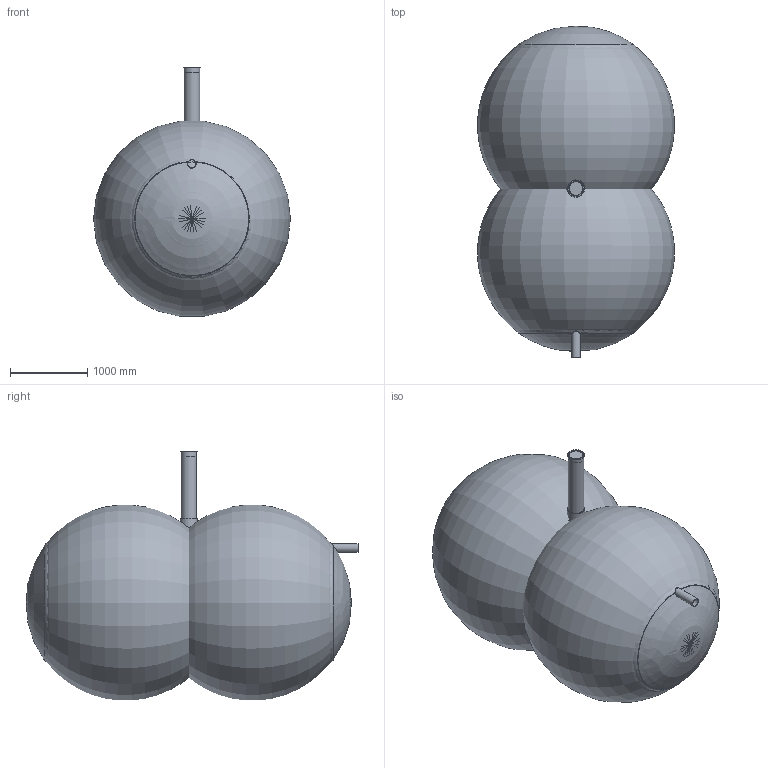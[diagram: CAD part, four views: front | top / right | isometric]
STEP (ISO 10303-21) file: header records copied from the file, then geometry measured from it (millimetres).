
FILE_DESCRIPTION(/* description */ ('Unknown'),/* implementation_level */ '2;1');
FILE_NAME(/* name */ 'Mahuti 8m3 D1600 22.03.23',/* time_stamp */ '2023-04-13T14:17:03+03:00',/* author */ ('Unknown'),/* organization */ ('Unknown'),/* preprocessor_version */ 'ST-DEVELOPER v18.1',/* originating_system */ 'Solid Edge',/* authorisation */ 'Unknown');
FILE_SCHEMA (('AUTOMOTIVE_DESIGN {1 0 10303 214 3 1 1}'));
Length unit declared in the file: millimetre
Products named in the file (11): Mahuti 8m3 D1600 22.03.23; 2377.002 silinder 13.09.18; 2373.001; 1600 Ribi; 2373.003; kaas200; muhvtoru_110; 1600 8m3 maht; d200muhvtoru1; Eccua logo; RoundTubing 200x7.7_oa_0
Assembly tree (14 placements, depth 2):
  Mahuti 8m3 D1600 22.03.23
    2377.002 silinder 13.09.18
    2373.001
    1600 Ribi  x5
    2373.003
    kaas200
    muhvtoru_110
    1600 8m3 maht
    d200muhvtoru1
    Eccua logo
    RoundTubing 200x7.7_oa_0
Bounding box: 2549.27 x 4301.62 x 3224.84 mm (x, y, z)
Volume: 25582435652.6 mm3; surface area: 120570280 mm2
Topology: 18 solids, 18 shells, 175 faces, 390 edges, 255 vertices
Faces by surface type: plane 79, cylinder 73, torus 18, sphere 4, cone 1
Full cylindrical faces by diameter (mm): 104 x1, 110 x2, 174 x1, 184 x1, 184.6 x1, 190 x1, 200 x4, 220 x1, 225 x1, 235 x1, 1600 x2, 1612 x6, 1619.994 x2, 1633.994 x2, 1642 x5
Entity records: 4609 total; most frequent: CARTESIAN_POINT 928, DIRECTION 764, ORIENTED_EDGE 594, AXIS2_PLACEMENT_3D 307, EDGE_CURVE 297, VERTEX_POINT 219, FACE_BOUND 210, EDGE_LOOP 208
